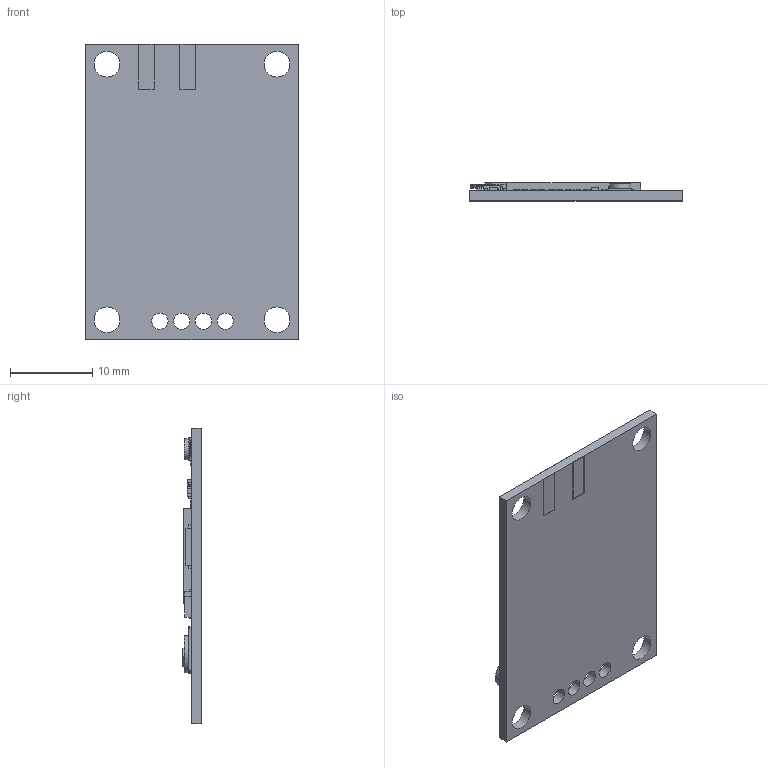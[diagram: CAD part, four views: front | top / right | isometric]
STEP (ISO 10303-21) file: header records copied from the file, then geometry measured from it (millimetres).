
FILE_DESCRIPTION(('FreeCAD Model'),'2;1');
FILE_NAME('NEO-M8N_modif.step', '2020-03-27T01:32:46',('Author'),(''), 'Open CASCADE STEP processor 7.3','FreeCAD','Unknown');
FILE_SCHEMA(('AUTOMOTIVE_DESIGN { 1 0 10303 214 1 1 1 1 }'));
Length unit declared in the file: millimetre
Products named in the file (19): NEO-M8N_v6; PCB; Resistor; Resistor_Lead; Capacitor; Capacitor_Lead; LED; LED_Lead; Inductor; Inductor_Lead; Track; Ublox_Chipset; IC; Component13; Lead; Tantalum; cell; antena_con; COMPOUND
Assembly tree (18 placements, depth 3):
  NEO-M8N_v6
    PCB
    Resistor
    Resistor_Lead
    Capacitor
    Capacitor_Lead
    LED
    LED_Lead
    Inductor
    Inductor_Lead
    Track
    Ublox_Chipset
    IC
      Component13
      Lead
    Tantalum
    cell
    antena_con
    COMPOUND
Bounding box: 25.84 x 2.26 x 35.9 mm (x, y, z)
Volume: 1298 mm3; surface area: 2899.7 mm2
Topology: 100 solids, 100 shells, 632 faces, 3786 edges, 10784 vertices
Faces by surface type: plane 606, cylinder 26
Full cylindrical faces by diameter (mm): 0.425 x1, 1.958 x1, 1.975 x8, 2.313 x4, 2.533 x1, 3.136 x4, 4.536 x1
Entity records: 66401 total; most frequent: CARTESIAN_POINT 17987, DIRECTION 7784, LINE 6190, VECTOR 6190, ORIENTED_EDGE 2588, PCURVE 2588, DEFINITIONAL_REPRESENTATION 2588, GEOMETRIC_CURVE_SET 2507
